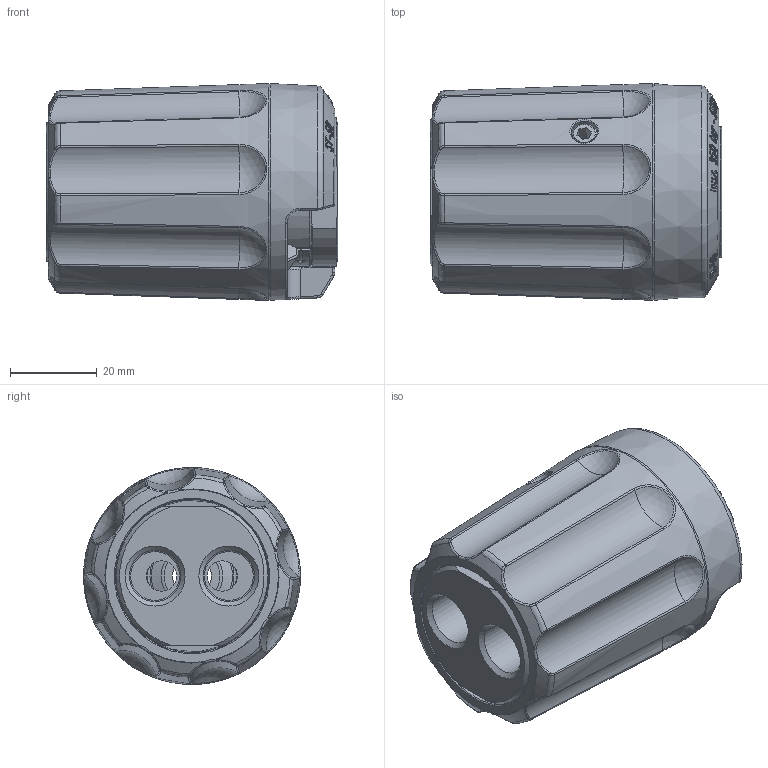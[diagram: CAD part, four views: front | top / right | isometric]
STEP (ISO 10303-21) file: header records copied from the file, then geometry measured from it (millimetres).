
FILE_DESCRIPTION(/* description */ ('Unknown'),/* implementation_level */ '2;1');
FILE_NAME(/* name */ '200058600',/* time_stamp */ '2019-07-03T16:04:21+02:00',/* author */ ('Unknown'),/* organization */ ('Unknown'),/* preprocessor_version */ 'ST-DEVELOPER v16.7',/* originating_system */ 'DEX',/* authorisation */ $);
FILE_SCHEMA (('AUTOMOTIVE_DESIGN {1 0 10303 214 3 1 1}'));
Length unit declared in the file: millimetre
Products named in the file (1): Part1
Bounding box: 67.2 x 49.96 x 49.97 mm (x, y, z)
Volume: 80789.7 mm3; surface area: 32849.1 mm2
Topology: 7 solids, 7 shells, 578 faces, 1390 edges, 869 vertices
Faces by surface type: bspline 318, cone 96, plane 61, cylinder 49, torus 45, sphere 9
Full cylindrical faces by diameter (mm): 4 x1, 6 x1, 6.1 x1, 7 x2, 9 x1, 10 x2, 11.82 x6, 22.5 x1, 27 x1, 28 x1, 32 x1, 33.8 x1, 34.3 x1, 35 x1
Entity records: 31737 total; most frequent: CARTESIAN_POINT 17180, ORIENTED_EDGE 2494, DIRECTION 1370, EDGE_CURVE 1247, VERTEX_POINT 830, FACE_BOUND 733, EDGE_LOOP 732, B_SPLINE_CURVE_WITH_KNOTS 679
